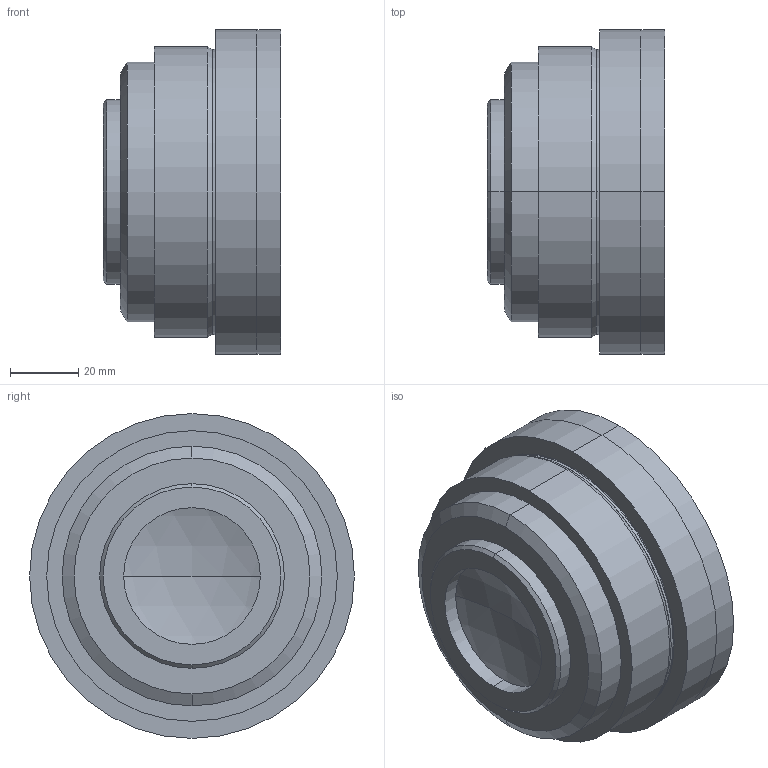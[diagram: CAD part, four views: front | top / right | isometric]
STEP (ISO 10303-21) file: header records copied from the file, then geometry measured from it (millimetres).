
FILE_DESCRIPTION (( 'STEP AP203' ), '1' );
FILE_NAME ('S4LFT0350_02.STEP', '2014-01-31T10:27:27', ( 'poweredge' ), ( '' ), 'SwSTEP 2.0', 'SolidWorks 2013', '' );
FILE_SCHEMA (( 'CONFIG_CONTROL_DESIGN' ));
Length unit declared in the file: millimetre
Products named in the file (1): S4LFT0350_02
Bounding box: 52 x 95 x 95 mm (x, y, z)
Surface area: 34566.9 mm2 (no closed solid volume)
Topology: 0 solids, 5 shells, 48 faces, 110 edges, 71 vertices
Faces by surface type: cylinder 18, plane 16, cone 8, torus 4, sphere 2
Entity records: 1449 total; most frequent: DIRECTION 272, CARTESIAN_POINT 242, ORIENTED_EDGE 198, AXIS2_PLACEMENT_3D 117, EDGE_CURVE 110, VERTEX_POINT 71, CIRCLE 68, EDGE_LOOP 55
